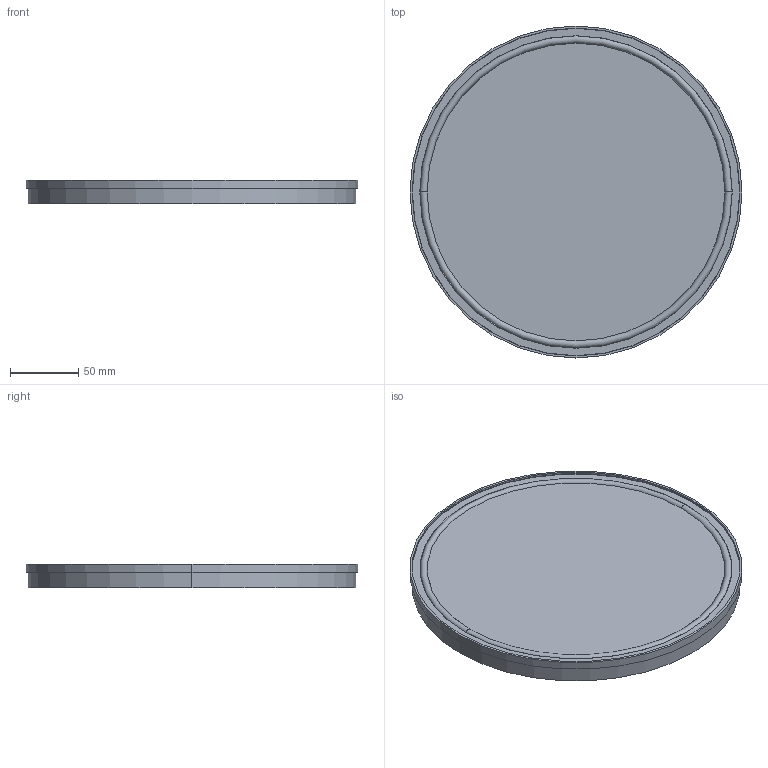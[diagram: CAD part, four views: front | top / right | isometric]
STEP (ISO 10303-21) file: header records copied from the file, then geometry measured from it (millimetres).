
FILE_DESCRIPTION (( 'STEP AP214' ), '1' );
FILE_NAME ('322GSG200.stp', '2018-06-28T08:41:36', ( '' ), ( '' ), 'SwSTEP 2.0', 'SolidWorks 2015', '' );
FILE_SCHEMA (( 'AUTOMOTIVE_DESIGN' ));
Length unit declared in the file: millimetre
Products named in the file (1): 322GSG200
Bounding box: 243 x 243 x 17.5 mm (x, y, z)
Volume: 507639.1 mm3; surface area: 136242 mm2
Topology: 2 solids, 2 shells, 43 faces, 84 edges, 50 vertices
Faces by surface type: torus 14, cylinder 14, plane 9, cone 6
Entity records: 1638 total; most frequent: DIRECTION 236, CARTESIAN_POINT 178, ORIENTED_EDGE 168, AXIS2_PLACEMENT_3D 108, EDGE_CURVE 84, CIRCLE 64, EDGE_LOOP 50, VERTEX_POINT 50
